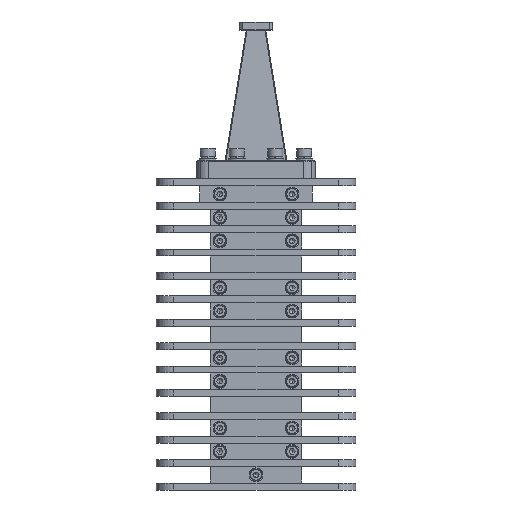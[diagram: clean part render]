
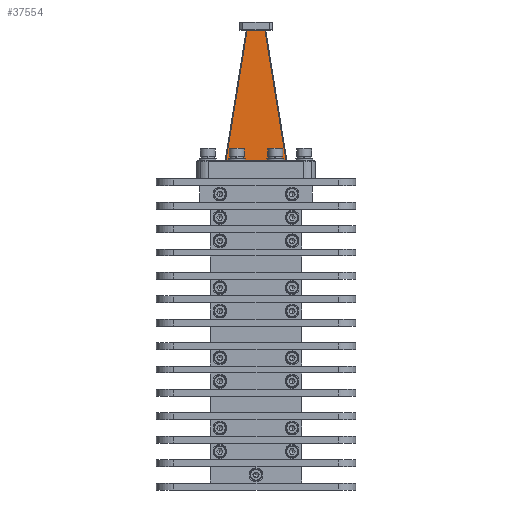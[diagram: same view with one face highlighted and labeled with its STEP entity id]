
A CAD part, left-side view. The second image highlights one B-rep face of the part: STEP entity #37554.
In plain terms, the highlighted planar face has unit normal (-0.997, 0, 0.076).
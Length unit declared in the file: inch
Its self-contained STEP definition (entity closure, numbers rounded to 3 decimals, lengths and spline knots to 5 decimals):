
#24 = VECTOR ( 'NONE', #37770, 39.37008 ) ;
#10337 = CARTESIAN_POINT ( 'NONE',  ( -0.43186, 0.84104, 0.3937 ) ) ;
#10645 = VERTEX_POINT ( 'NONE', #10337 ) ;
#10939 = CARTESIAN_POINT ( 'NONE',  ( -0.20754, 0.36195, 3.35331 ) ) ;
#11102 = CARTESIAN_POINT ( 'NONE',  ( -0.45284, 0.88586, 0.11688 ) ) ;
#11561 = LINE ( 'NONE', #21867, #35760 ) ;
#12033 = VECTOR ( 'NONE', #23655, 39.37008 ) ;
#12748 = EDGE_CURVE ( 'NONE', #10645, #22412, #40439, .T. ) ;
#13798 = CARTESIAN_POINT ( 'NONE',  ( -0.43186, -0.22267, 0.3937 ) ) ;
#14213 = FACE_OUTER_BOUND ( 'NONE', #36220, .T. ) ;
#14411 = VECTOR ( 'NONE', #28248, 39.37008 ) ;
#15530 = CARTESIAN_POINT ( 'NONE',  ( -0.20754, -0.22267, 3.35331 ) ) ;
#17659 = DIRECTION ( 'NONE',  ( 0., -1., 0. ) ) ;
#18959 = LINE ( 'NONE', #15530, #24 ) ;
#19863 = ORIENTED_EDGE ( 'NONE', *, *, #42385, .F. ) ;
#20024 = LINE ( 'NONE', #13798, #12033 ) ;
#20557 = AXIS2_PLACEMENT_3D ( 'NONE', #27280, #40349, #17659 ) ;
#21867 = CARTESIAN_POINT ( 'NONE',  ( -0.45976, -0.58122, 0.02554 ) ) ;
#22412 = VERTEX_POINT ( 'NONE', #10939 ) ;
#22924 = CARTESIAN_POINT ( 'NONE',  ( -0.20754, -0.04253, 3.35331 ) ) ;
#23655 = DIRECTION ( 'NONE',  ( 0., 1., 0. ) ) ;
#24639 = DIRECTION ( 'NONE',  ( -0.075, -0.159, -0.984 ) ) ;
#27280 = CARTESIAN_POINT ( 'NONE',  ( -0.4617, -0.60505, 0. ) ) ;
#28248 = DIRECTION ( 'NONE',  ( 0.075, -0.159, 0.984 ) ) ;
#28810 = EDGE_CURVE ( 'NONE', #28872, #29043, #11561, .T. ) ;
#28872 = VERTEX_POINT ( 'NONE', #22924 ) ;
#29043 = VERTEX_POINT ( 'NONE', #39373 ) ;
#30687 = ORIENTED_EDGE ( 'NONE', *, *, #37586, .F. ) ;
#32770 = ORIENTED_EDGE ( 'NONE', *, *, #28810, .F. ) ;
#35760 = VECTOR ( 'NONE', #24639, 39.37008 ) ;
#36220 = EDGE_LOOP ( 'NONE', ( #41761, #19863, #32770, #30687 ) ) ;
#37554 = ADVANCED_FACE ( 'NONE', ( #14213 ), #40781, .F. ) ;
#37586 = EDGE_CURVE ( 'NONE', #22412, #28872, #18959, .T. ) ;
#37770 = DIRECTION ( 'NONE',  ( 0., -1., 0. ) ) ;
#39373 = CARTESIAN_POINT ( 'NONE',  ( -0.43186, -0.52162, 0.3937 ) ) ;
#40349 = DIRECTION ( 'NONE',  ( 0.997, 0., -0.076 ) ) ;
#40439 = LINE ( 'NONE', #11102, #14411 ) ;
#40781 = PLANE ( 'NONE',  #20557 ) ;
#41761 = ORIENTED_EDGE ( 'NONE', *, *, #12748, .F. ) ;
#42385 = EDGE_CURVE ( 'NONE', #29043, #10645, #20024, .T. ) ;
